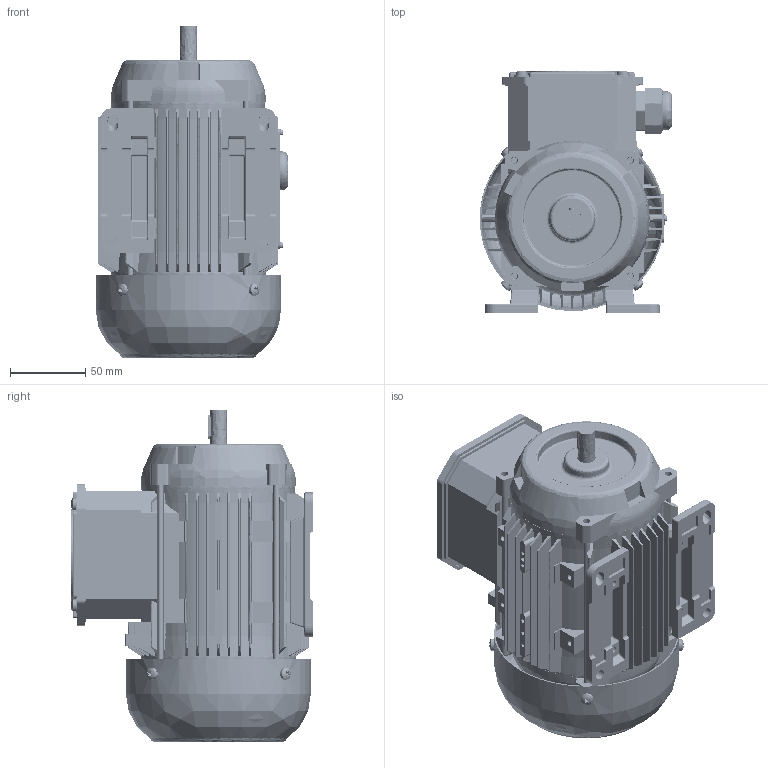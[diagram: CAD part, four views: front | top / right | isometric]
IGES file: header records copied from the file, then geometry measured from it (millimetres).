
Global section: file name: QS63_B3_.igs; native system: NX V7.5; preprocessor: SIEMENS PLM Software NX 7.5; date: 20150212.142022; units: millimetre
Bounding box: 128 x 161.1 x 220.76 mm (x, y, z)
Surface area: 387126.6 mm2 (no closed solid volume)
Topology: 0 solids, 0 shells, 2950 faces, 19576 edges, 19482 vertices
Faces by surface type: bspline 2950
